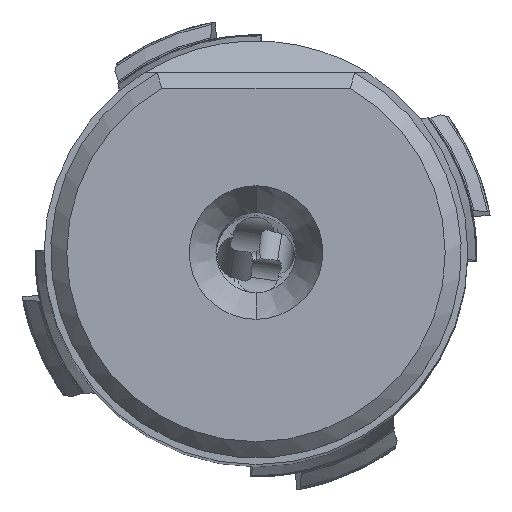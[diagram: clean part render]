
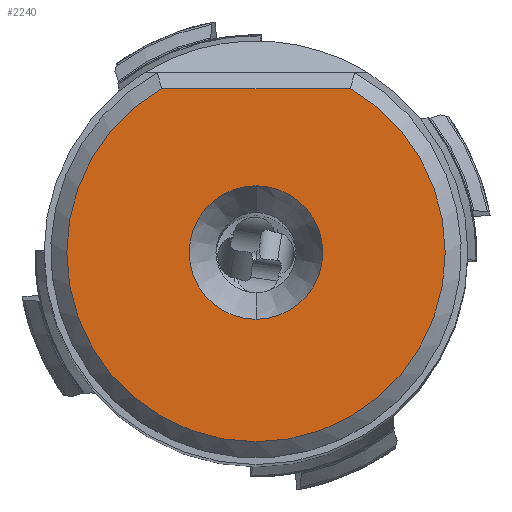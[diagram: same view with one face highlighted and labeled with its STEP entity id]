
A CAD part, top view. The second image highlights one B-rep face of the part: STEP entity #2240.
In plain terms, the highlighted planar face has unit normal (0, 0, 1).
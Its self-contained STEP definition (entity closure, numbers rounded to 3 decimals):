
#350=PLANE('',#10340);
#756=LINE('',#22773,#1224);
#1224=VECTOR('',#12280,1.);
#2240=ADVANCED_FACE('',(#2729,#2730),#350,.F.);
#2729=FACE_BOUND('',#3088,.T.);
#2730=FACE_BOUND('',#3089,.T.);
#3088=EDGE_LOOP('',(#5684,#5685));
#3089=EDGE_LOOP('',(#5686,#5687));
#5684=ORIENTED_EDGE('',*,*,#8750,.T.);
#5685=ORIENTED_EDGE('',*,*,#8751,.T.);
#5686=ORIENTED_EDGE('',*,*,#8752,.T.);
#5687=ORIENTED_EDGE('',*,*,#8749,.T.);
#7481=VERTEX_POINT('',#22765);
#7482=VERTEX_POINT('',#22767);
#7483=VERTEX_POINT('',#22771);
#7484=VERTEX_POINT('',#22772);
#8749=EDGE_CURVE('',#7481,#7482,#9410,.T.);
#8750=EDGE_CURVE('',#7483,#7484,#9411,.T.);
#8751=EDGE_CURVE('',#7484,#7483,#756,.T.);
#8752=EDGE_CURVE('',#7482,#7481,#9412,.T.);
#9410=CIRCLE('',#10336,5.);
#9411=CIRCLE('',#10338,14.175);
#9412=CIRCLE('',#10339,5.);
#10336=AXIS2_PLACEMENT_3D('',#22768,#12274,#12275);
#10338=AXIS2_PLACEMENT_3D('',#22770,#12278,#12279);
#10339=AXIS2_PLACEMENT_3D('',#22774,#12281,#12282);
#10340=AXIS2_PLACEMENT_3D('',#22775,#12283,#12284);
#12274=DIRECTION('',(0.,0.,-1.));
#12275=DIRECTION('',(0.,1.,0.));
#12278=DIRECTION('',(0.,0.,1.));
#12279=DIRECTION('',(-0.499,0.867,0.));
#12280=DIRECTION('',(-1.,0.,0.));
#12281=DIRECTION('',(0.,0.,-1.));
#12282=DIRECTION('',(0.,-1.,0.));
#12283=DIRECTION('',(0.,0.,-1.));
#12284=DIRECTION('',(-1.,0.,0.));
#22765=CARTESIAN_POINT('',(0.,5.,0.));
#22767=CARTESIAN_POINT('',(0.,-5.,0.));
#22768=CARTESIAN_POINT('',(0.,0.,0.));
#22770=CARTESIAN_POINT('',(0.,0.,0.));
#22771=CARTESIAN_POINT('',(-7.072,12.285,0.));
#22772=CARTESIAN_POINT('',(7.072,12.285,0.));
#22773=CARTESIAN_POINT('',(7.072,12.285,0.));
#22774=CARTESIAN_POINT('',(0.,0.,0.));
#22775=CARTESIAN_POINT('',(0.,0.,0.));
